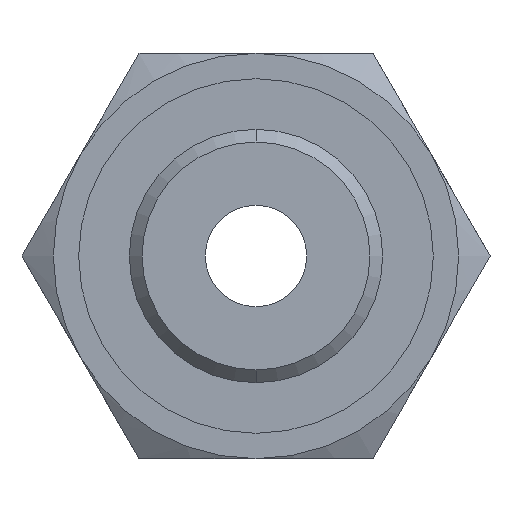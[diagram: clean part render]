
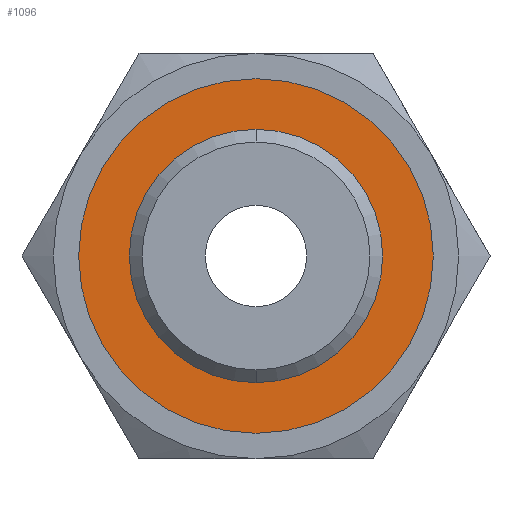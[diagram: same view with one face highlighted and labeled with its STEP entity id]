
A CAD part, front view. The second image highlights one B-rep face of the part: STEP entity #1096.
In plain terms, the highlighted planar face has unit normal (0, -1, 0).
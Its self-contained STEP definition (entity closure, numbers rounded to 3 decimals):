
#9 = AXIS2_PLACEMENT_3D ( 'NONE', #564, #1333, #164 ) ;
#91 = FACE_BOUND ( 'NONE', #503, .T. ) ;
#120 = VERTEX_POINT ( 'NONE', #1307 ) ;
#137 = ORIENTED_EDGE ( 'NONE', *, *, #699, .T. ) ;
#164 = DIRECTION ( 'NONE',  ( 0., 0., -1. ) ) ;
#193 = CARTESIAN_POINT ( 'NONE',  ( 0., -21.1, 0. ) ) ;
#227 = EDGE_CURVE ( 'NONE', #1002, #415, #879, .T. ) ;
#316 = VERTEX_POINT ( 'NONE', #1230 ) ;
#327 = CARTESIAN_POINT ( 'NONE',  ( 0., -21.1, 0. ) ) ;
#329 = ORIENTED_EDGE ( 'NONE', *, *, #646, .T. ) ;
#346 = ORIENTED_EDGE ( 'NONE', *, *, #227, .T. ) ;
#392 = AXIS2_PLACEMENT_3D ( 'NONE', #1371, #407, #1229 ) ;
#395 = DIRECTION ( 'NONE',  ( 0., -1., 0. ) ) ;
#407 = DIRECTION ( 'NONE',  ( 0., -1., 0. ) ) ;
#408 = CARTESIAN_POINT ( 'NONE',  ( 0., -21.1, 2.5 ) ) ;
#411 = AXIS2_PLACEMENT_3D ( 'NONE', #1228, #395, #609 ) ;
#415 = VERTEX_POINT ( 'NONE', #408 ) ;
#422 = EDGE_CURVE ( 'NONE', #415, #1002, #882, .T. ) ;
#503 = EDGE_LOOP ( 'NONE', ( #995, #346 ) ) ;
#511 = PLANE ( 'NONE',  #392 ) ;
#564 = CARTESIAN_POINT ( 'NONE',  ( 0., -21.1, 0. ) ) ;
#567 = EDGE_LOOP ( 'NONE', ( #329, #137 ) ) ;
#609 = DIRECTION ( 'NONE',  ( 0., 0., -1. ) ) ;
#632 = DIRECTION ( 'NONE',  ( 0., 1., 0. ) ) ;
#642 = DIRECTION ( 'NONE',  ( 0., 0., -1. ) ) ;
#646 = EDGE_CURVE ( 'NONE', #120, #316, #704, .T. ) ;
#685 = CARTESIAN_POINT ( 'NONE',  ( 0., -21.1, -2.5 ) ) ;
#699 = EDGE_CURVE ( 'NONE', #316, #120, #1102, .T. ) ;
#704 = CIRCLE ( 'NONE', #772, 3.5 ) ;
#772 = AXIS2_PLACEMENT_3D ( 'NONE', #193, #1032, #1019 ) ;
#879 = CIRCLE ( 'NONE', #9, 2.5 ) ;
#882 = CIRCLE ( 'NONE', #1149, 2.5 ) ;
#995 = ORIENTED_EDGE ( 'NONE', *, *, #422, .T. ) ;
#1002 = VERTEX_POINT ( 'NONE', #685 ) ;
#1019 = DIRECTION ( 'NONE',  ( 0., 0., -1. ) ) ;
#1032 = DIRECTION ( 'NONE',  ( 0., -1., 0. ) ) ;
#1096 = ADVANCED_FACE ( 'NONE', ( #91, #1256 ), #511, .T. ) ;
#1102 = CIRCLE ( 'NONE', #411, 3.5 ) ;
#1149 = AXIS2_PLACEMENT_3D ( 'NONE', #327, #632, #642 ) ;
#1228 = CARTESIAN_POINT ( 'NONE',  ( 0., -21.1, 0. ) ) ;
#1229 = DIRECTION ( 'NONE',  ( 0., 0., -1. ) ) ;
#1230 = CARTESIAN_POINT ( 'NONE',  ( 0., -21.1, -3.5 ) ) ;
#1256 = FACE_OUTER_BOUND ( 'NONE', #567, .T. ) ;
#1307 = CARTESIAN_POINT ( 'NONE',  ( 0., -21.1, 3.5 ) ) ;
#1333 = DIRECTION ( 'NONE',  ( 0., 1., 0. ) ) ;
#1371 = CARTESIAN_POINT ( 'NONE',  ( 0., -21.1, 0. ) ) ;
